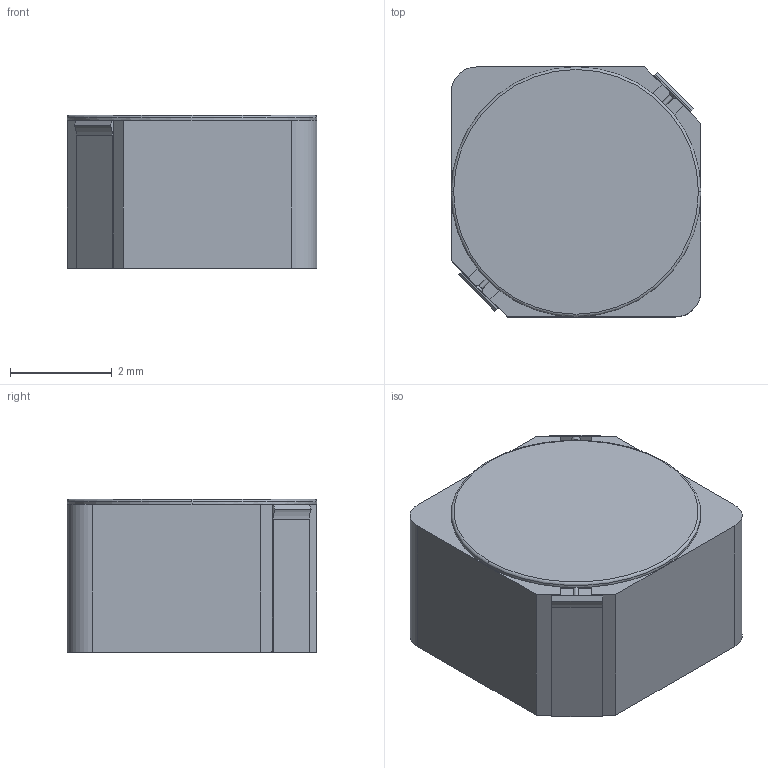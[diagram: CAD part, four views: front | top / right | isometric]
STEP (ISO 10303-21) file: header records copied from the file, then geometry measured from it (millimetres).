
FILE_DESCRIPTION (( 'STEP AP214' ), '1' );
FILE_NAME ('CDRH4D28.STEP', '2020-01-29T14:41:59', ( 'Elessar' ), ( '' ), 'SwSTEP 2.0', 'SolidWorks 2018', '' );
FILE_SCHEMA (( 'AUTOMOTIVE_DESIGN' ));
Length unit declared in the file: millimetre
Products named in the file (1): CDRH4D28
Bounding box: 4.9 x 4.9 x 3 mm (x, y, z)
Volume: 67.8 mm3; surface area: 111.9 mm2
Topology: 1 solids, 1 shells, 74 faces, 204 edges, 130 vertices
Faces by surface type: plane 56, cylinder 10, cone 4, torus 2, bspline 2
Entity records: 2894 total; most frequent: CARTESIAN_POINT 427, ORIENTED_EDGE 408, DIRECTION 382, EDGE_CURVE 204, LINE 164, VECTOR 164, VERTEX_POINT 130, AXIS2_PLACEMENT_3D 109
